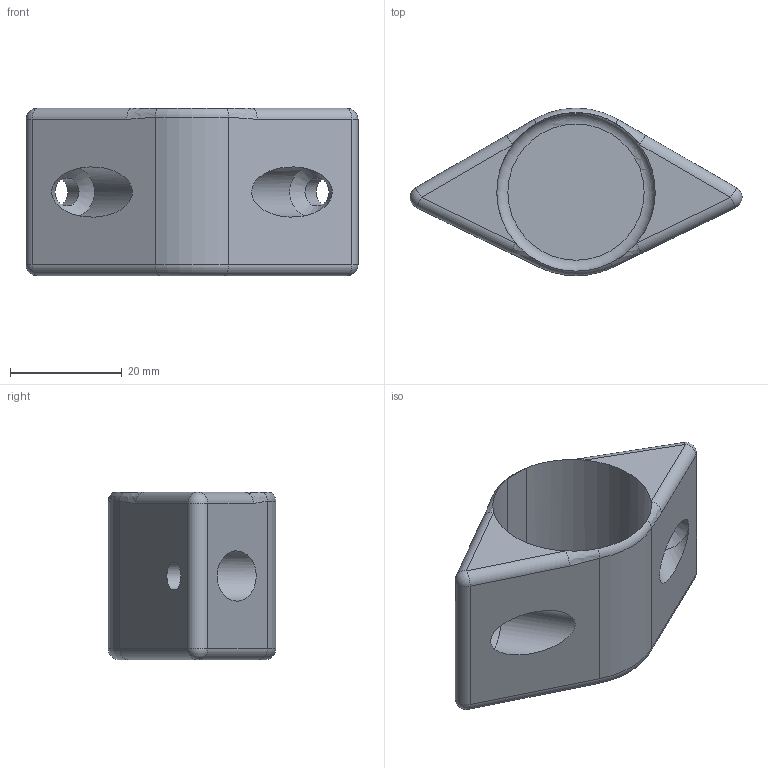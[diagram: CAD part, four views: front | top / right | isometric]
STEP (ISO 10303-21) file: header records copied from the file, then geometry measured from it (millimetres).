
FILE_DESCRIPTION( ( '' ), ' ' );
FILE_NAME( '5e9fd99e19412915cf617667.step', '2020-04-22T05:43:59', ( '' ), ( '' ), ' ', ' ', ' ' );
FILE_SCHEMA( ( 'AUTOMOTIVE_DESIGN { 1 0 10303 214 1 1 1 1 }' ) );
Length unit declared in the file: metre
Products named in the file (1): Fitting
Bounding box: 59.46 x 30 x 30 mm (x, y, z)
Volume: 12856.4 mm3; surface area: 8768.2 mm2
Topology: 1 solids, 1 shells, 42 faces, 95 edges, 51 vertices
Faces by surface type: cylinder 17, plane 10, torus 5, bspline 4, sphere 4, cone 2
Full cylindrical faces by diameter (mm): 5 x2, 9 x2
Entity records: 1857 total; most frequent: CARTESIAN_POINT 617, DIRECTION 205, ORIENTED_EDGE 164, AXIS2_PLACEMENT_3D 89, EDGE_CURVE 82, EDGE_LOOP 53, VERTEX_POINT 49, CIRCLE 48
